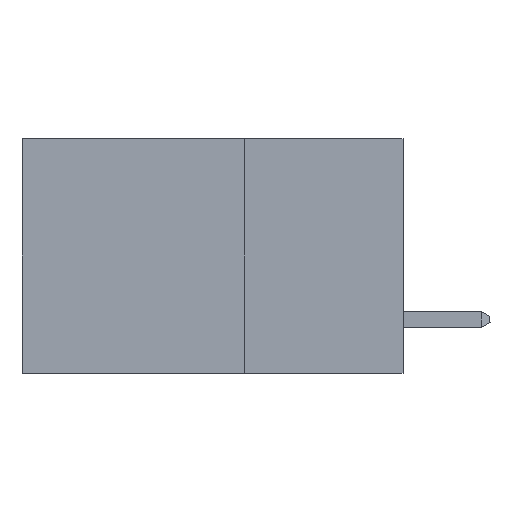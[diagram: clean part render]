
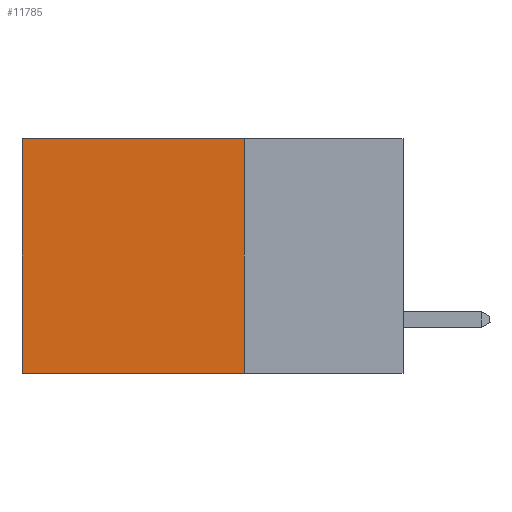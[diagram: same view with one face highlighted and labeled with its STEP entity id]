
A CAD part, left-side view. The second image highlights one B-rep face of the part: STEP entity #11785.
In plain terms, the highlighted planar face has unit normal (-1, 0, 0).
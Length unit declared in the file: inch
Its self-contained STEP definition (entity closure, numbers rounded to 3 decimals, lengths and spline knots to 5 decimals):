
#1407 = ORIENTED_EDGE ( 'NONE', *, *, #6963, .F. ) ;
#1415 = CARTESIAN_POINT ( 'NONE',  ( 0.2875, 0.6, -0.37 ) ) ;
#1534 = DIRECTION ( 'NONE',  ( 0., 1., 0. ) ) ;
#1863 = ORIENTED_EDGE ( 'NONE', *, *, #5278, .F. ) ;
#2151 = EDGE_CURVE ( 'NONE', #24060, #13765, #6507, .T. ) ;
#2467 = VERTEX_POINT ( 'NONE', #22115 ) ;
#3517 = CARTESIAN_POINT ( 'NONE',  ( 0.2875, 0.25, 0. ) ) ;
#5278 = EDGE_CURVE ( 'NONE', #2467, #13765, #8080, .T. ) ;
#5908 = VECTOR ( 'NONE', #8056, 39.37008 ) ;
#6507 = LINE ( 'NONE', #20446, #13205 ) ;
#6963 = EDGE_CURVE ( 'NONE', #28810, #2467, #24155, .T. ) ;
#7588 = VECTOR ( 'NONE', #23780, 39.37008 ) ;
#7726 = AXIS2_PLACEMENT_3D ( 'NONE', #25606, #12253, #23046 ) ;
#8056 = DIRECTION ( 'NONE',  ( 0., 1., 0. ) ) ;
#8080 = LINE ( 'NONE', #14998, #9481 ) ;
#9348 = DIRECTION ( 'NONE',  ( 0., 0., -1. ) ) ;
#9481 = VECTOR ( 'NONE', #1534, 39.37008 ) ;
#10030 = CARTESIAN_POINT ( 'NONE',  ( 0.2875, 0.25, 0. ) ) ;
#11785 = ADVANCED_FACE ( 'NONE', ( #23249 ), #21164, .F. ) ;
#12253 = DIRECTION ( 'NONE',  ( 1., 0., 0. ) ) ;
#13205 = VECTOR ( 'NONE', #9348, 39.37008 ) ;
#13765 = VERTEX_POINT ( 'NONE', #1415 ) ;
#14343 = ORIENTED_EDGE ( 'NONE', *, *, #2151, .T. ) ;
#14998 = CARTESIAN_POINT ( 'NONE',  ( 0.2875, 0.25, -0.37 ) ) ;
#16135 = CARTESIAN_POINT ( 'NONE',  ( 0.2875, 0.6, 0. ) ) ;
#16259 = CARTESIAN_POINT ( 'NONE',  ( 0.2875, 0.25, 0. ) ) ;
#20446 = CARTESIAN_POINT ( 'NONE',  ( 0.2875, 0.6, 0. ) ) ;
#21164 = PLANE ( 'NONE',  #7726 ) ;
#22115 = CARTESIAN_POINT ( 'NONE',  ( 0.2875, 0.25, -0.37 ) ) ;
#22534 = ORIENTED_EDGE ( 'NONE', *, *, #26196, .T. ) ;
#23046 = DIRECTION ( 'NONE',  ( 0., 0., -1. ) ) ;
#23249 = FACE_OUTER_BOUND ( 'NONE', #26550, .T. ) ;
#23780 = DIRECTION ( 'NONE',  ( 0., 0., -1. ) ) ;
#24060 = VERTEX_POINT ( 'NONE', #16135 ) ;
#24155 = LINE ( 'NONE', #16259, #7588 ) ;
#25606 = CARTESIAN_POINT ( 'NONE',  ( 0.2875, 0.25, 0. ) ) ;
#26196 = EDGE_CURVE ( 'NONE', #28810, #24060, #28800, .T. ) ;
#26550 = EDGE_LOOP ( 'NONE', ( #14343, #1863, #1407, #22534 ) ) ;
#28800 = LINE ( 'NONE', #10030, #5908 ) ;
#28810 = VERTEX_POINT ( 'NONE', #3517 ) ;
